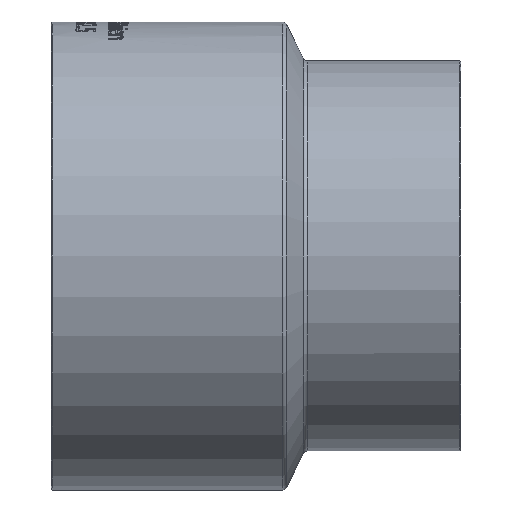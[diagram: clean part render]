
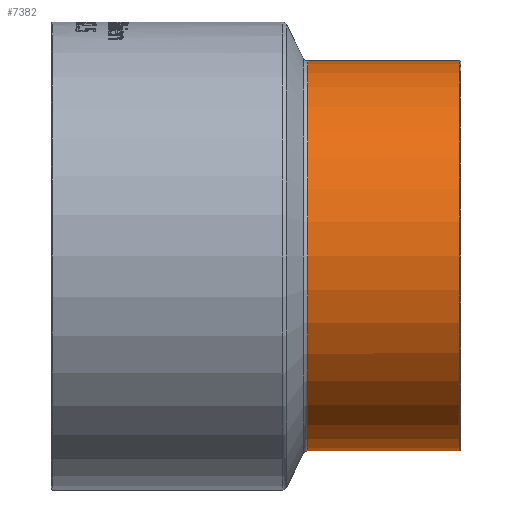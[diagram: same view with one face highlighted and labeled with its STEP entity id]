
A CAD part, front view. The second image highlights one B-rep face of the part: STEP entity #7382.
In plain terms, the highlighted cylindrical face has radius 31.75 mm (diameter 63.5 mm), a full revolution.
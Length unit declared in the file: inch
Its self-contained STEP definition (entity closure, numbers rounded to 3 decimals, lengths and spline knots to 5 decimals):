
#91=FACE_BOUND('',#1312,.T.);
#862=FACE_OUTER_BOUND('',#1311,.T.);
#1311=EDGE_LOOP('',(#6899));
#1312=EDGE_LOOP('',(#6900));
#1478=CIRCLE('',#7758,1.25);
#1479=CIRCLE('',#7760,1.25);
#3618=VERTEX_POINT('',#16745);
#3619=VERTEX_POINT('',#16748);
#4717=EDGE_CURVE('',#3618,#3618,#1478,.T.);
#4718=EDGE_CURVE('',#3619,#3619,#1479,.T.);
#6899=ORIENTED_EDGE('',*,*,#4718,.F.);
#6900=ORIENTED_EDGE('',*,*,#4717,.F.);
#6955=CYLINDRICAL_SURFACE('',#7759,1.25);
#7382=ADVANCED_FACE('',(#862,#91),#6955,.T.);
#7758=AXIS2_PLACEMENT_3D('',#16746,#8990,#8991);
#7759=AXIS2_PLACEMENT_3D('',#16747,#8992,#8993);
#7760=AXIS2_PLACEMENT_3D('',#16749,#8994,#8995);
#8990=DIRECTION('center_axis',(1.,0.,0.));
#8991=DIRECTION('ref_axis',(0.,-1.,0.));
#8992=DIRECTION('center_axis',(1.,0.,0.));
#8993=DIRECTION('ref_axis',(0.,1.,0.));
#8994=DIRECTION('center_axis',(-1.,0.,0.));
#8995=DIRECTION('ref_axis',(0.,-1.,0.));
#16745=CARTESIAN_POINT('',(2.62,1.25,0.));
#16746=CARTESIAN_POINT('Origin',(2.62,0.,0.));
#16747=CARTESIAN_POINT('Origin',(2.125,0.,0.));
#16748=CARTESIAN_POINT('',(1.64416,1.25,0.));
#16749=CARTESIAN_POINT('Origin',(1.64416,0.,0.));
